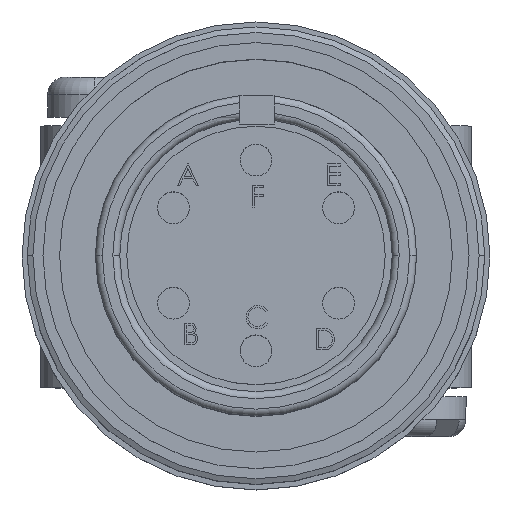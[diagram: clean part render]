
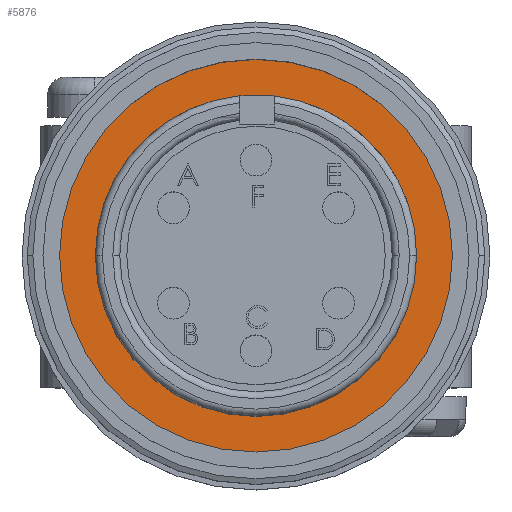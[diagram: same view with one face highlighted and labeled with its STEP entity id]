
A CAD part, top view. The second image highlights one B-rep face of the part: STEP entity #5876.
In plain terms, the highlighted planar face has unit normal (0, 0, 1).
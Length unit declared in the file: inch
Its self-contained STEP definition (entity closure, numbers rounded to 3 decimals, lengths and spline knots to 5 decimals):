
#1681 = EDGE_CURVE ( 'NONE', #11094, #3823, #2432, .T. ) ;
#1687 = EDGE_CURVE ( 'NONE', #3761, #11111, #2437, .T. ) ;
#1788 = EDGE_CURVE ( 'NONE', #11111, #3761, #8393, .T. ) ;
#1789 = EDGE_CURVE ( 'NONE', #3823, #11094, #8394, .T. ) ;
#2432 = CIRCLE ( 'NONE', #9742, 0.46 ) ;
#2437 = CIRCLE ( 'NONE', #9737, 0.5625 ) ;
#2694 = CARTESIAN_POINT ( 'NONE',  ( 0., 0., 3.84706 ) ) ;
#2695 = DIRECTION ( 'NONE',  ( 0., 0., -1. ) ) ;
#2696 = DIRECTION ( 'NONE',  ( -1., 0., 0. ) ) ;
#2713 = CARTESIAN_POINT ( 'NONE',  ( 0., 0., 3.84706 ) ) ;
#2714 = DIRECTION ( 'NONE',  ( 0., 0., -1. ) ) ;
#2715 = DIRECTION ( 'NONE',  ( -1., 0., 0. ) ) ;
#2998 = CARTESIAN_POINT ( 'NONE',  ( 0., 0., 3.84706 ) ) ;
#2999 = DIRECTION ( 'NONE',  ( 0., 0., -1. ) ) ;
#3000 = DIRECTION ( 'NONE',  ( -1., 0., 0. ) ) ;
#3001 = CARTESIAN_POINT ( 'NONE',  ( 0., 0., 3.84706 ) ) ;
#3002 = DIRECTION ( 'NONE',  ( 0., 0., -1. ) ) ;
#3003 = DIRECTION ( 'NONE',  ( -1., 0., 0. ) ) ;
#3761 = VERTEX_POINT ( 'NONE', #4772 ) ;
#3823 = VERTEX_POINT ( 'NONE', #4809 ) ;
#4772 = CARTESIAN_POINT ( 'NONE',  ( 0.5625, 0., 3.84706 ) ) ;
#4809 = CARTESIAN_POINT ( 'NONE',  ( 0.46, 0., 3.84706 ) ) ;
#5876 = ADVANCED_FACE ( 'NONE', ( #8559, #8557 ), #14651, .T. ) ;
#6885 = CARTESIAN_POINT ( 'NONE',  ( -0.46, 0., 3.84706 ) ) ;
#6898 = CARTESIAN_POINT ( 'NONE',  ( -0.5625, 0., 3.84706 ) ) ;
#8393 = CIRCLE ( 'NONE', #9657, 0.5625 ) ;
#8394 = CIRCLE ( 'NONE', #9656, 0.46 ) ;
#8557 = FACE_OUTER_BOUND ( 'NONE', #9368, .T. ) ;
#8559 = FACE_BOUND ( 'NONE', #9371, .T. ) ;
#9368 = EDGE_LOOP ( 'NONE', ( #14836, #14835 ) ) ;
#9371 = EDGE_LOOP ( 'NONE', ( #14838, #14837 ) ) ;
#9617 = AXIS2_PLACEMENT_3D ( 'NONE', #14644, #14655, #14656 ) ;
#9656 = AXIS2_PLACEMENT_3D ( 'NONE', #3001, #3002, #3003 ) ;
#9657 = AXIS2_PLACEMENT_3D ( 'NONE', #2998, #2999, #3000 ) ;
#9737 = AXIS2_PLACEMENT_3D ( 'NONE', #2713, #2714, #2715 ) ;
#9742 = AXIS2_PLACEMENT_3D ( 'NONE', #2694, #2695, #2696 ) ;
#11094 = VERTEX_POINT ( 'NONE', #6885 ) ;
#11111 = VERTEX_POINT ( 'NONE', #6898 ) ;
#14644 = CARTESIAN_POINT ( 'NONE',  ( -0.5625, 0., 3.84706 ) ) ;
#14651 = PLANE ( 'NONE',  #9617 ) ;
#14655 = DIRECTION ( 'NONE',  ( 0., 0., 1. ) ) ;
#14656 = DIRECTION ( 'NONE',  ( 1., 0., 0. ) ) ;
#14835 = ORIENTED_EDGE ( 'NONE', *, *, #1687, .F. ) ;
#14836 = ORIENTED_EDGE ( 'NONE', *, *, #1788, .F. ) ;
#14837 = ORIENTED_EDGE ( 'NONE', *, *, #1789, .T. ) ;
#14838 = ORIENTED_EDGE ( 'NONE', *, *, #1681, .T. ) ;
